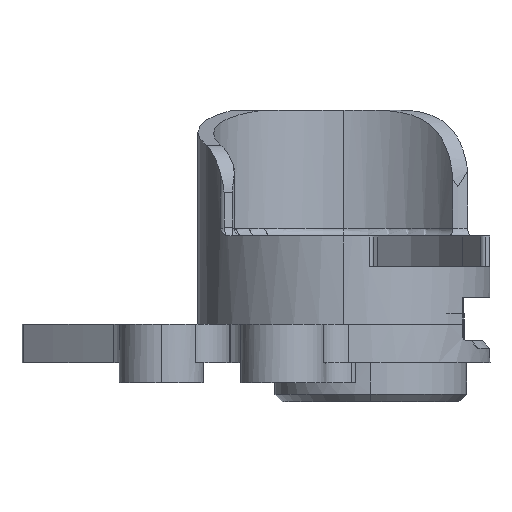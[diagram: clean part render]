
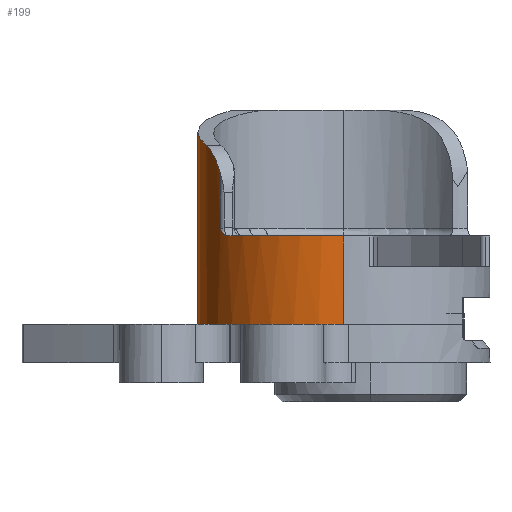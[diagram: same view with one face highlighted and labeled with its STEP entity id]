
A CAD part, left-side view. The second image highlights one B-rep face of the part: STEP entity #199.
In plain terms, the highlighted cylindrical face has radius 19.05 mm (diameter 38.1 mm), a partial arc.
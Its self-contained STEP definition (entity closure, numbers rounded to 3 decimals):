
#152 = VERTEX_POINT ( 'NONE', #2194 ) ;
#165 = B_SPLINE_CURVE_WITH_KNOTS ( 'NONE', 3,
 ( #1265, #921, #1074, #2043, #1815, #3896, #2528, #2691, #747, #3334 ),
 .UNSPECIFIED., .F., .F.,
 ( 4, 2, 2, 2, 4 ),
 ( 0., 0.001, 0.001, 0.002, 0.002 ),
 .UNSPECIFIED. ) ;
#170 = CARTESIAN_POINT ( 'NONE',  ( 3.504, 3.504, 0. ) ) ;
#199 = ADVANCED_FACE ( 'NONE', ( #3071 ), #482, .T. ) ;
#233 = CARTESIAN_POINT ( 'NONE',  ( 3.504, 3.504, 27.94 ) ) ;
#283 = VECTOR ( 'NONE', #3133, 1000. ) ;
#331 = CARTESIAN_POINT ( 'NONE',  ( -2.762, 21.494, 23.345 ) ) ;
#379 = CARTESIAN_POINT ( 'NONE',  ( -2.762, 21.494, 23.345 ) ) ;
#381 = LINE ( 'NONE', #2800, #283 ) ;
#422 = EDGE_CURVE ( 'NONE', #770, #1109, #1771, .T. ) ;
#446 = DIRECTION ( 'NONE',  ( 1., 0., 0. ) ) ;
#480 = LINE ( 'NONE', #1253, #1260 ) ;
#482 = CYLINDRICAL_SURFACE ( 'NONE', #1788, 19.05 ) ;
#559 = VERTEX_POINT ( 'NONE', #3898 ) ;
#564 = DIRECTION ( 'NONE',  ( 1., 0., 0. ) ) ;
#640 = ORIENTED_EDGE ( 'NONE', *, *, #2818, .F. ) ;
#642 = CARTESIAN_POINT ( 'NONE',  ( 15.846, 18.018, 27.919 ) ) ;
#668 = CARTESIAN_POINT ( 'NONE',  ( -4.395, 20.844, 22.602 ) ) ;
#670 = ORIENTED_EDGE ( 'NONE', *, *, #1423, .T. ) ;
#724 = DIRECTION ( 'NONE',  ( 0., 0., -1. ) ) ;
#747 = CARTESIAN_POINT ( 'NONE',  ( -6.697, 19.593, 12.385 ) ) ;
#764 = CARTESIAN_POINT ( 'NONE',  ( -6.591, 19.659, 12.506 ) ) ;
#770 = VERTEX_POINT ( 'NONE', #3159 ) ;
#921 = CARTESIAN_POINT ( 'NONE',  ( -7.914, 18.754, 11.506 ) ) ;
#994 = CARTESIAN_POINT ( 'NONE',  ( -5.413, 20.342, 21.713 ) ) ;
#1010 = CARTESIAN_POINT ( 'NONE',  ( 3.504, 3.504, 11.506 ) ) ;
#1074 = CARTESIAN_POINT ( 'NONE',  ( -7.776, 18.856, 11.539 ) ) ;
#1109 = VERTEX_POINT ( 'NONE', #3649 ) ;
#1112 = EDGE_CURVE ( 'NONE', #770, #2605, #4059, .T. ) ;
#1117 = DIRECTION ( 'NONE',  ( 0., 0., -1. ) ) ;
#1177 = EDGE_CURVE ( 'NONE', #152, #3657, #165, .T. ) ;
#1205 = CARTESIAN_POINT ( 'NONE',  ( 3.504, 3.504, 27.94 ) ) ;
#1253 = CARTESIAN_POINT ( 'NONE',  ( 22.554, 3.504, 27.94 ) ) ;
#1260 = VECTOR ( 'NONE', #3196, 1000. ) ;
#1265 = CARTESIAN_POINT ( 'NONE',  ( -8.055, 18.647, 11.506 ) ) ;
#1272 = ORIENTED_EDGE ( 'NONE', *, *, #3210, .T. ) ;
#1321 = CARTESIAN_POINT ( 'NONE',  ( -6.213, 19.892, 20.599 ) ) ;
#1327 = DIRECTION ( 'NONE',  ( 1., 0., 0. ) ) ;
#1353 = ORIENTED_EDGE ( 'NONE', *, *, #2763, .T. ) ;
#1423 = EDGE_CURVE ( 'NONE', #3979, #3085, #1633, .T. ) ;
#1428 = EDGE_CURVE ( 'NONE', #3310, #3085, #3659, .T. ) ;
#1464 = CARTESIAN_POINT ( 'NONE',  ( -15.546, 3.504, 27.94 ) ) ;
#1527 = DIRECTION ( 'NONE',  ( -1., 0., 0. ) ) ;
#1633 = CIRCLE ( 'NONE', #2201, 19.05 ) ;
#1642 = CARTESIAN_POINT ( 'NONE',  ( -6.591, 19.659, 19.756 ) ) ;
#1674 = ORIENTED_EDGE ( 'NONE', *, *, #1428, .F. ) ;
#1771 = B_SPLINE_CURVE_WITH_KNOTS ( 'NONE', 3,
 ( #4134, #642, #3475, #4121 ),
 .UNSPECIFIED., .F., .F.,
 ( 4, 4 ),
 ( 0., 0.001 ),
 .UNSPECIFIED. ) ;
#1788 = AXIS2_PLACEMENT_3D ( 'NONE', #1205, #724, #1527 ) ;
#1815 = CARTESIAN_POINT ( 'NONE',  ( -7.38, 19.14, 11.733 ) ) ;
#2019 = CARTESIAN_POINT ( 'NONE',  ( 10.358, 22.535, 26.812 ) ) ;
#2043 = CARTESIAN_POINT ( 'NONE',  ( -7.506, 19.051, 11.653 ) ) ;
#2069 = VERTEX_POINT ( 'NONE', #4050 ) ;
#2088 = AXIS2_PLACEMENT_3D ( 'NONE', #1010, #3273, #1327 ) ;
#2126 = DIRECTION ( 'NONE',  ( 0., 0., 1. ) ) ;
#2188 = ORIENTED_EDGE ( 'NONE', *, *, #2471, .F. ) ;
#2194 = CARTESIAN_POINT ( 'NONE',  ( -8.055, 18.647, 11.506 ) ) ;
#2201 = AXIS2_PLACEMENT_3D ( 'NONE', #170, #2126, #446 ) ;
#2290 = CARTESIAN_POINT ( 'NONE',  ( -3.203, 21.34, 23.22 ) ) ;
#2395 = ORIENTED_EDGE ( 'NONE', *, *, #4006, .F. ) ;
#2471 = EDGE_CURVE ( 'NONE', #2605, #2069, #2780, .T. ) ;
#2511 = DIRECTION ( 'NONE',  ( 0., 0., 1. ) ) ;
#2528 = CARTESIAN_POINT ( 'NONE',  ( -7.023, 19.382, 12.031 ) ) ;
#2605 = VERTEX_POINT ( 'NONE', #3026 ) ;
#2617 = CARTESIAN_POINT ( 'NONE',  ( -3.617, 21.178, 23.045 ) ) ;
#2691 = CARTESIAN_POINT ( 'NONE',  ( -6.803, 19.525, 12.262 ) ) ;
#2763 = EDGE_CURVE ( 'NONE', #3657, #2069, #381, .T. ) ;
#2774 = CIRCLE ( 'NONE', #2889, 19.05 ) ;
#2780 = B_SPLINE_CURVE_WITH_KNOTS ( 'NONE', 3,
 ( #331, #2290, #2617, #668, #2935, #994, #3260, #1321, #3580, #1642 ),
 .UNSPECIFIED., .F., .F.,
 ( 4, 2, 2, 2, 4 ),
 ( 0., 0.001, 0.003, 0.004, 0.006 ),
 .UNSPECIFIED. ) ;
#2800 = CARTESIAN_POINT ( 'NONE',  ( -6.591, 19.659, 11.506 ) ) ;
#2818 = EDGE_CURVE ( 'NONE', #559, #1109, #2774, .T. ) ;
#2889 = AXIS2_PLACEMENT_3D ( 'NONE', #233, #2511, #564 ) ;
#2935 = CARTESIAN_POINT ( 'NONE',  ( -4.761, 20.671, 22.329 ) ) ;
#2986 = CIRCLE ( 'NONE', #2088, 19.05 ) ;
#3016 = EDGE_LOOP ( 'NONE', ( #640, #1272, #670, #1674, #2395, #3467, #1353, #2188, #3758, #3452 ) ) ;
#3026 = CARTESIAN_POINT ( 'NONE',  ( -2.762, 21.494, 23.345 ) ) ;
#3071 = FACE_OUTER_BOUND ( 'NONE', #3016, .T. ) ;
#3085 = VERTEX_POINT ( 'NONE', #4090 ) ;
#3133 = DIRECTION ( 'NONE',  ( 0., 0., 1. ) ) ;
#3159 = CARTESIAN_POINT ( 'NONE',  ( 15.61, 18.212, 27.872 ) ) ;
#3196 = DIRECTION ( 'NONE',  ( 0., 0., -1. ) ) ;
#3210 = EDGE_CURVE ( 'NONE', #559, #3979, #480, .T. ) ;
#3250 = CARTESIAN_POINT ( 'NONE',  ( 22.554, 3.504, 0. ) ) ;
#3260 = CARTESIAN_POINT ( 'NONE',  ( -5.703, 20.184, 21.368 ) ) ;
#3273 = DIRECTION ( 'NONE',  ( 0., 0., 1. ) ) ;
#3296 = CARTESIAN_POINT ( 'NONE',  ( 15.61, 18.212, 27.872 ) ) ;
#3310 = VERTEX_POINT ( 'NONE', #3577 ) ;
#3334 = CARTESIAN_POINT ( 'NONE',  ( -6.591, 19.659, 12.506 ) ) ;
#3452 = ORIENTED_EDGE ( 'NONE', *, *, #422, .T. ) ;
#3467 = ORIENTED_EDGE ( 'NONE', *, *, #1177, .T. ) ;
#3475 = CARTESIAN_POINT ( 'NONE',  ( 16.078, 17.817, 27.94 ) ) ;
#3577 = CARTESIAN_POINT ( 'NONE',  ( -15.546, 3.504, 11.506 ) ) ;
#3580 = CARTESIAN_POINT ( 'NONE',  ( -6.423, 19.764, 20.19 ) ) ;
#3649 = CARTESIAN_POINT ( 'NONE',  ( 16.307, 17.609, 27.94 ) ) ;
#3657 = VERTEX_POINT ( 'NONE', #764 ) ;
#3659 = LINE ( 'NONE', #1464, #4115 ) ;
#3758 = ORIENTED_EDGE ( 'NONE', *, *, #1112, .F. ) ;
#3896 = CARTESIAN_POINT ( 'NONE',  ( -7.138, 19.305, 11.922 ) ) ;
#3898 = CARTESIAN_POINT ( 'NONE',  ( 22.554, 3.504, 27.94 ) ) ;
#3944 = CARTESIAN_POINT ( 'NONE',  ( 3.662, 23.731, 25.162 ) ) ;
#3979 = VERTEX_POINT ( 'NONE', #3250 ) ;
#4006 = EDGE_CURVE ( 'NONE', #152, #3310, #2986, .T. ) ;
#4050 = CARTESIAN_POINT ( 'NONE',  ( -6.591, 19.659, 19.756 ) ) ;
#4059 =( BOUNDED_CURVE ( )  B_SPLINE_CURVE ( 3, ( #3296, #2019, #3944, #379 ),
 .UNSPECIFIED., .F., .T. ) 
 B_SPLINE_CURVE_WITH_KNOTS ( ( 4, 4 ),
 ( 3.762, 4.786 ),
 .UNSPECIFIED. ) 
 CURVE ( )  GEOMETRIC_REPRESENTATION_ITEM ( )  RATIONAL_B_SPLINE_CURVE ( ( 1., 0.915, 0.915, 1. ) ) 
 REPRESENTATION_ITEM ( '' )  );
#4090 = CARTESIAN_POINT ( 'NONE',  ( -15.546, 3.504, 0. ) ) ;
#4115 = VECTOR ( 'NONE', #1117, 1000. ) ;
#4121 = CARTESIAN_POINT ( 'NONE',  ( 16.307, 17.609, 27.94 ) ) ;
#4134 = CARTESIAN_POINT ( 'NONE',  ( 15.61, 18.212, 27.872 ) ) ;
